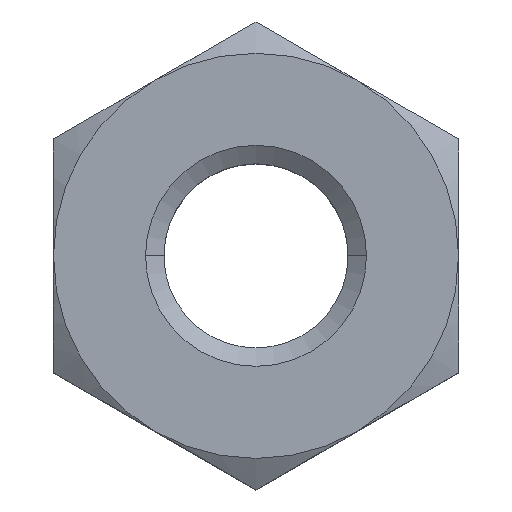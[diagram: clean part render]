
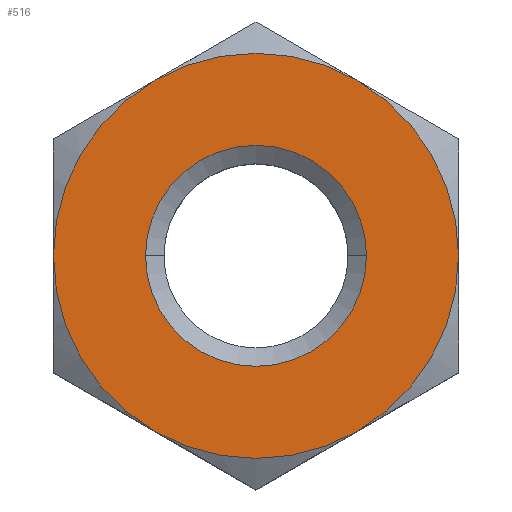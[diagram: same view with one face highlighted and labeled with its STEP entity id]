
A CAD part, top view. The second image highlights one B-rep face of the part: STEP entity #516.
In plain terms, the highlighted planar face has unit normal (0, 0, 1).
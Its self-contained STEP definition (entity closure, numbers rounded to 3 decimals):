
#3 = ORIENTED_EDGE ( 'NONE', *, *, #825, .T. ) ;
#4 = ORIENTED_EDGE ( 'NONE', *, *, #895, .T. ) ;
#28 = ORIENTED_EDGE ( 'NONE', *, *, #106, .T. ) ;
#47 = CARTESIAN_POINT ( 'NONE',  ( 1.375, 2.382, 0. ) ) ;
#49 = EDGE_CURVE ( 'NONE', #328, #696, #794, .T. ) ;
#57 = DIRECTION ( 'NONE',  ( 0., 0., 1. ) ) ;
#58 = EDGE_CURVE ( 'NONE', #610, #726, #444, .T. ) ;
#81 = AXIS2_PLACEMENT_3D ( 'NONE', #634, #643, #706 ) ;
#89 = CARTESIAN_POINT ( 'NONE',  ( -1.375, -2.382, 0. ) ) ;
#95 = CARTESIAN_POINT ( 'NONE',  ( -1.375, 2.382, 0. ) ) ;
#106 = EDGE_CURVE ( 'NONE', #212, #328, #651, .T. ) ;
#124 = CARTESIAN_POINT ( 'NONE',  ( 0., 0., 0. ) ) ;
#126 = DIRECTION ( 'NONE',  ( -1., 0., 0. ) ) ;
#127 = DIRECTION ( 'NONE',  ( 0., 0., 1. ) ) ;
#130 = DIRECTION ( 'NONE',  ( 1., 0., 0. ) ) ;
#201 = CARTESIAN_POINT ( 'NONE',  ( 0., 0., 0. ) ) ;
#208 = EDGE_CURVE ( 'NONE', #865, #734, #547, .T. ) ;
#212 = VERTEX_POINT ( 'NONE', #727 ) ;
#218 = PLANE ( 'NONE',  #238 ) ;
#238 = AXIS2_PLACEMENT_3D ( 'NONE', #488, #557, #844 ) ;
#300 = ORIENTED_EDGE ( 'NONE', *, *, #208, .F. ) ;
#322 = AXIS2_PLACEMENT_3D ( 'NONE', #842, #496, #564 ) ;
#328 = VERTEX_POINT ( 'NONE', #47 ) ;
#343 = CIRCLE ( 'NONE', #81, 2.75 ) ;
#350 = AXIS2_PLACEMENT_3D ( 'NONE', #462, #57, #130 ) ;
#367 = CIRCLE ( 'NONE', #543, 2.75 ) ;
#381 = EDGE_LOOP ( 'NONE', ( #4, #3, #669, #821, #28, #598 ) ) ;
#391 = DIRECTION ( 'NONE',  ( 0., 0., 1. ) ) ;
#397 = DIRECTION ( 'NONE',  ( -1., 0., 0. ) ) ;
#416 = CIRCLE ( 'NONE', #602, 1.5 ) ;
#444 = CIRCLE ( 'NONE', #476, 2.75 ) ;
#462 = CARTESIAN_POINT ( 'NONE',  ( 0., 0., 0. ) ) ;
#463 = CIRCLE ( 'NONE', #590, 2.75 ) ;
#467 = DIRECTION ( 'NONE',  ( 1., 0., 0. ) ) ;
#473 = DIRECTION ( 'NONE',  ( -1., 0., 0. ) ) ;
#476 = AXIS2_PLACEMENT_3D ( 'NONE', #743, #886, #397 ) ;
#488 = CARTESIAN_POINT ( 'NONE',  ( 0., 3.175, 0. ) ) ;
#496 = DIRECTION ( 'NONE',  ( 0., 0., 1. ) ) ;
#500 = FACE_OUTER_BOUND ( 'NONE', #381, .T. ) ;
#503 = AXIS2_PLACEMENT_3D ( 'NONE', #201, #533, #126 ) ;
#516 = ADVANCED_FACE ( 'NONE', ( #544, #500 ), #218, .F. ) ;
#533 = DIRECTION ( 'NONE',  ( 0., 0., 1. ) ) ;
#543 = AXIS2_PLACEMENT_3D ( 'NONE', #124, #127, #473 ) ;
#544 = FACE_BOUND ( 'NONE', #735, .T. ) ;
#547 = CIRCLE ( 'NONE', #350, 1.5 ) ;
#557 = DIRECTION ( 'NONE',  ( 0., 0., -1. ) ) ;
#564 = DIRECTION ( 'NONE',  ( 1., 0., 0. ) ) ;
#590 = AXIS2_PLACEMENT_3D ( 'NONE', #792, #741, #737 ) ;
#598 = ORIENTED_EDGE ( 'NONE', *, *, #49, .T. ) ;
#602 = AXIS2_PLACEMENT_3D ( 'NONE', #815, #391, #467 ) ;
#608 = CARTESIAN_POINT ( 'NONE',  ( 1.5, 0., 0. ) ) ;
#610 = VERTEX_POINT ( 'NONE', #89 ) ;
#634 = CARTESIAN_POINT ( 'NONE',  ( 0., 0., 0. ) ) ;
#643 = DIRECTION ( 'NONE',  ( 0., 0., 1. ) ) ;
#651 = CIRCLE ( 'NONE', #322, 2.75 ) ;
#669 = ORIENTED_EDGE ( 'NONE', *, *, #58, .T. ) ;
#696 = VERTEX_POINT ( 'NONE', #95 ) ;
#706 = DIRECTION ( 'NONE',  ( -1., 0., 0. ) ) ;
#726 = VERTEX_POINT ( 'NONE', #849 ) ;
#727 = CARTESIAN_POINT ( 'NONE',  ( 2.75, 0., 0. ) ) ;
#734 = VERTEX_POINT ( 'NONE', #859 ) ;
#735 = EDGE_LOOP ( 'NONE', ( #300, #752 ) ) ;
#737 = DIRECTION ( 'NONE',  ( -1., 0., 0. ) ) ;
#741 = DIRECTION ( 'NONE',  ( 0., 0., 1. ) ) ;
#743 = CARTESIAN_POINT ( 'NONE',  ( 0., 0., 0. ) ) ;
#752 = ORIENTED_EDGE ( 'NONE', *, *, #855, .F. ) ;
#792 = CARTESIAN_POINT ( 'NONE',  ( 0., 0., 0. ) ) ;
#794 = CIRCLE ( 'NONE', #503, 2.75 ) ;
#797 = EDGE_CURVE ( 'NONE', #726, #212, #367, .T. ) ;
#815 = CARTESIAN_POINT ( 'NONE',  ( 0., 0., 0. ) ) ;
#821 = ORIENTED_EDGE ( 'NONE', *, *, #797, .T. ) ;
#825 = EDGE_CURVE ( 'NONE', #840, #610, #463, .T. ) ;
#840 = VERTEX_POINT ( 'NONE', #863 ) ;
#842 = CARTESIAN_POINT ( 'NONE',  ( 0., 0., 0. ) ) ;
#844 = DIRECTION ( 'NONE',  ( -1., 0., 0. ) ) ;
#849 = CARTESIAN_POINT ( 'NONE',  ( 1.375, -2.382, 0. ) ) ;
#855 = EDGE_CURVE ( 'NONE', #734, #865, #416, .T. ) ;
#859 = CARTESIAN_POINT ( 'NONE',  ( -1.5, 0., 0. ) ) ;
#863 = CARTESIAN_POINT ( 'NONE',  ( -2.75, 0., 0. ) ) ;
#865 = VERTEX_POINT ( 'NONE', #608 ) ;
#886 = DIRECTION ( 'NONE',  ( 0., 0., 1. ) ) ;
#895 = EDGE_CURVE ( 'NONE', #696, #840, #343, .T. ) ;
